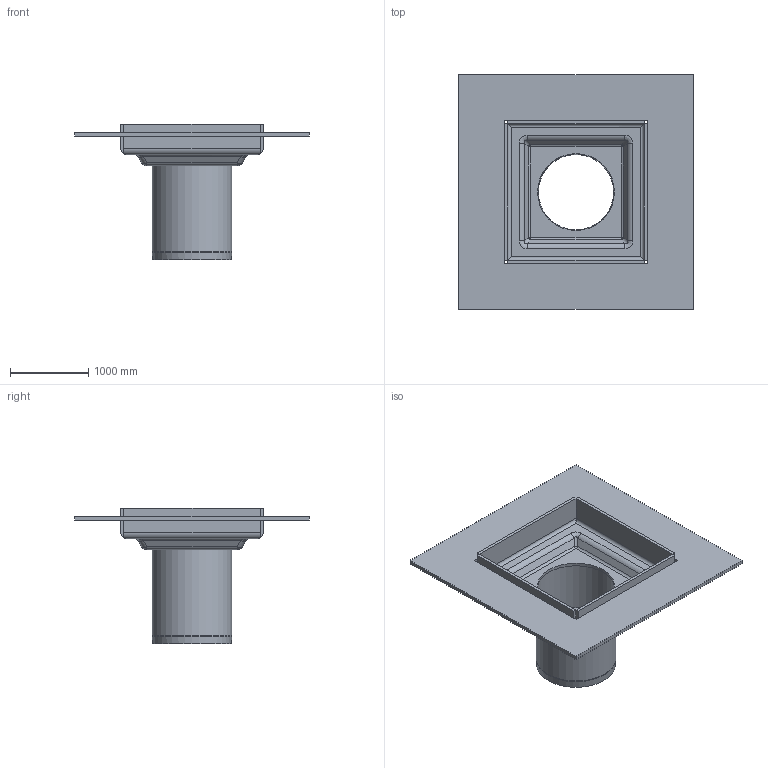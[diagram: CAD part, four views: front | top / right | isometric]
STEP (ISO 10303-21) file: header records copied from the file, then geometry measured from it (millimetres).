
FILE_DESCRIPTION(/* description */ (''),/* implementation_level */ '2;1');
FILE_NAME(/* name */ '18613.100X_3D.stp',/* time_stamp */ '2024-12-12T07:40:55+01:00',/* author */ ('CAD'),/* organization */ (''),/* preprocessor_version */ 'ST-DEVELOPER v20',/* originating_system */ 'AutoCAD Mechanical',/* authorisation */ '');
FILE_SCHEMA (('AUTOMOTIVE_DESIGN { 1 0 10303 214 3 1 1 }'));
Length unit declared in the file: centimetre
Products named in the file (2): Product; *S0
Assembly tree (1 placements, depth 2):
  Product
    *S0
Bounding box: 3000 x 3000 x 1730 mm (x, y, z)
Volume: 562271128.4 mm3; surface area: 30676726.7 mm2
Topology: 3 solids, 3 shells, 99 faces, 218 edges, 118 vertices
Faces by surface type: plane 43, cylinder 35, bspline 8, sphere 8, cone 3, torus 2
Full cylindrical faces by diameter (mm): 980 x2, 1020 x1
Entity records: 3076 total; most frequent: CARTESIAN_POINT 846, DIRECTION 486, ORIENTED_EDGE 428, EDGE_CURVE 214, AXIS2_PLACEMENT_3D 178, LINE 130, VECTOR 130, VERTEX_POINT 118
